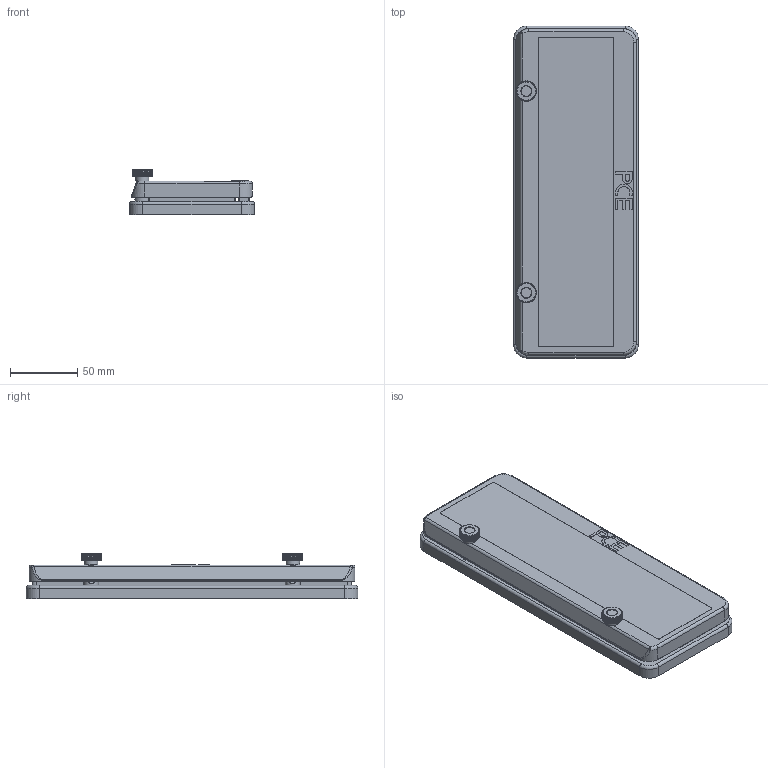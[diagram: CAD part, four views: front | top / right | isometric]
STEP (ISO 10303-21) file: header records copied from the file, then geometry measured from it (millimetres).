
FILE_DESCRIPTION (( 'STEP AP203' ), '1' );
FILE_NAME ('900613.STEP', '2017-11-15T07:51:59', ( '' ), ( '' ), 'SwSTEP 2.0', 'SolidWorks 2016', '' );
FILE_SCHEMA (( 'CONFIG_CONTROL_DESIGN' ));
Length unit declared in the file: millimetre
Products named in the file (1): 900613
Bounding box: 93 x 247 x 33.99 mm (x, y, z)
Volume: 213885.3 mm3; surface area: 87830.4 mm2
Topology: 1 solids, 1 shells, 886 faces, 2557 edges, 1694 vertices
Faces by surface type: cylinder 347, plane 321, torus 204, cone 10, sphere 2, bspline 2
Full cylindrical faces by diameter (mm): 3.5 x6, 10 x2
Entity records: 31248 total; most frequent: CARTESIAN_POINT 9124, ORIENTED_EDGE 5058, DIRECTION 4015, EDGE_CURVE 2529, VERTEX_POINT 1688, AXIS2_PLACEMENT_3D 1399, VECTOR 1217, LINE 1217
